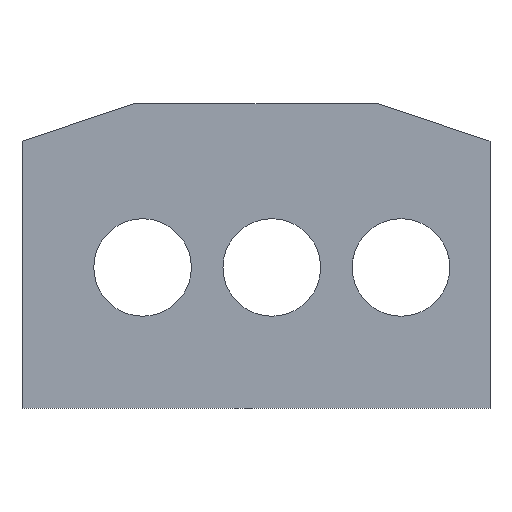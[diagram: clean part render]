
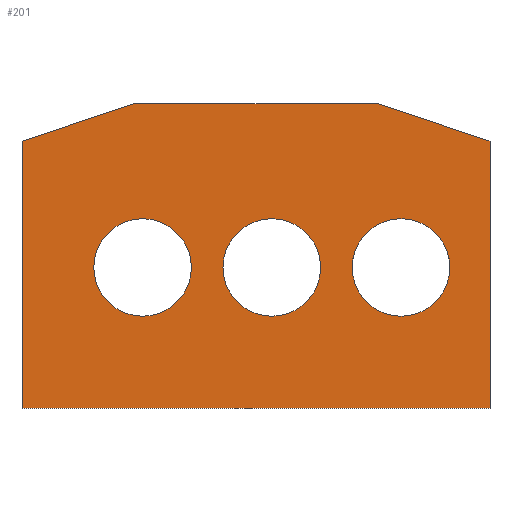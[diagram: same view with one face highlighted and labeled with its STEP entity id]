
A CAD part, top view. The second image highlights one B-rep face of the part: STEP entity #201.
In plain terms, the highlighted planar face has unit normal (0, 0, 1).
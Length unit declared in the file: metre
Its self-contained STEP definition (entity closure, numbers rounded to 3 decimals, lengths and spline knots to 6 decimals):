
#15=CIRCLE('',#226,0.004318);
#16=CIRCLE('',#227,0.004318);
#17=CIRCLE('',#228,0.004318);
#45=ORIENTED_EDGE('',*,*,#87,.T.);
#46=ORIENTED_EDGE('',*,*,#88,.T.);
#47=ORIENTED_EDGE('',*,*,#89,.T.);
#48=ORIENTED_EDGE('',*,*,#71,.F.);
#49=ORIENTED_EDGE('',*,*,#75,.F.);
#50=ORIENTED_EDGE('',*,*,#78,.T.);
#51=ORIENTED_EDGE('',*,*,#81,.T.);
#52=ORIENTED_EDGE('',*,*,#84,.T.);
#53=ORIENTED_EDGE('',*,*,#86,.F.);
#71=EDGE_CURVE('',#95,#96,#113,.T.);
#75=EDGE_CURVE('',#98,#95,#117,.T.);
#78=EDGE_CURVE('',#98,#100,#120,.T.);
#81=EDGE_CURVE('',#100,#102,#123,.T.);
#84=EDGE_CURVE('',#102,#104,#126,.T.);
#86=EDGE_CURVE('',#96,#104,#128,.T.);
#87=EDGE_CURVE('',#105,#105,#15,.F.);
#88=EDGE_CURVE('',#106,#106,#16,.F.);
#89=EDGE_CURVE('',#107,#107,#17,.F.);
#95=VERTEX_POINT('',#296);
#96=VERTEX_POINT('',#298);
#98=VERTEX_POINT('',#304);
#100=VERTEX_POINT('',#310);
#102=VERTEX_POINT('',#316);
#104=VERTEX_POINT('',#322);
#105=VERTEX_POINT('',#329);
#106=VERTEX_POINT('',#331);
#107=VERTEX_POINT('',#333);
#113=LINE('',#297,#131);
#117=LINE('',#305,#135);
#120=LINE('',#311,#138);
#123=LINE('',#317,#141);
#126=LINE('',#323,#144);
#128=LINE('',#326,#146);
#131=VECTOR('',#242,1.);
#135=VECTOR('',#248,1.);
#138=VECTOR('',#253,1.);
#141=VECTOR('',#258,1.);
#144=VECTOR('',#263,1.);
#146=VECTOR('',#267,1.);
#153=EDGE_LOOP('',(#45));
#154=EDGE_LOOP('',(#46));
#155=EDGE_LOOP('',(#47));
#156=EDGE_LOOP('',(#48,#49,#50,#51,#52,#53));
#173=FACE_BOUND('',#153,.T.);
#174=FACE_BOUND('',#154,.T.);
#175=FACE_BOUND('',#155,.T.);
#176=FACE_BOUND('',#156,.T.);
#193=PLANE('',#225);
#201=ADVANCED_FACE('',(#173,#174,#175,#176),#193,.T.);
#225=AXIS2_PLACEMENT_3D('',#327,#268,#269);
#226=AXIS2_PLACEMENT_3D('',#328,#270,#271);
#227=AXIS2_PLACEMENT_3D('',#330,#272,#273);
#228=AXIS2_PLACEMENT_3D('',#332,#274,#275);
#242=DIRECTION('',(0.,1.,0.));
#248=DIRECTION('',(-1.,0.,0.));
#253=DIRECTION('',(0.,1.,0.));
#258=DIRECTION('',(-0.949,0.316,0.));
#263=DIRECTION('',(-1.,0.,0.));
#267=DIRECTION('',(0.949,0.316,0.));
#268=DIRECTION('',(0.,0.,1.));
#269=DIRECTION('',(1.,0.,0.));
#270=DIRECTION('',(0.,0.,1.));
#271=DIRECTION('',(1.,0.,0.));
#272=DIRECTION('',(0.,0.,1.));
#273=DIRECTION('',(1.,0.,0.));
#274=DIRECTION('',(0.,0.,1.));
#275=DIRECTION('',(1.,0.,0.));
#296=CARTESIAN_POINT('',(-0.020701,-0.013462,0.002));
#297=CARTESIAN_POINT('',(-0.020701,-0.001651,0.002));
#298=CARTESIAN_POINT('',(-0.020701,0.01016,0.002));
#304=CARTESIAN_POINT('',(0.020701,-0.013462,0.002));
#305=CARTESIAN_POINT('',(0.,-0.013462,0.002));
#310=CARTESIAN_POINT('',(0.020701,0.01016,0.002));
#311=CARTESIAN_POINT('',(0.020701,-0.001651,0.002));
#316=CARTESIAN_POINT('',(0.010795,0.013462,0.002));
#317=CARTESIAN_POINT('',(0.015748,0.011811,0.002));
#322=CARTESIAN_POINT('',(-0.010795,0.013462,0.002));
#323=CARTESIAN_POINT('',(0.,0.013462,0.002));
#326=CARTESIAN_POINT('',(-0.015748,0.011811,0.002));
#327=CARTESIAN_POINT('',(0.,0.,0.002));
#328=CARTESIAN_POINT('',(0.012827,-0.001016,0.002));
#329=CARTESIAN_POINT('',(0.017145,-0.001016,0.002));
#330=CARTESIAN_POINT('',(0.001397,-0.001016,0.002));
#331=CARTESIAN_POINT('',(0.005715,-0.001016,0.002));
#332=CARTESIAN_POINT('',(-0.010033,-0.001016,0.002));
#333=CARTESIAN_POINT('',(-0.005715,-0.001016,0.002));
